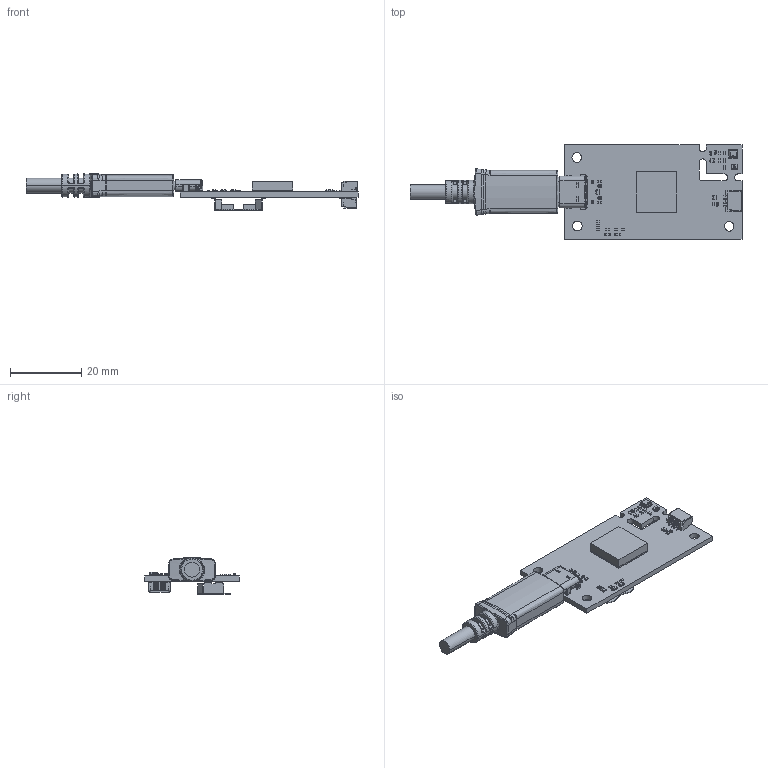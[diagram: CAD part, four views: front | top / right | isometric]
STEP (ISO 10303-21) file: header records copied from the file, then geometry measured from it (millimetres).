
FILE_DESCRIPTION(('KiCad electronic assembly'),'2;1');
FILE_NAME('environment-sensor-sip-baseboard.step','2025-11-18T12:15:52', ('Pcbnew'),('Kicad'),'Open CASCADE STEP processor 7.8', 'KiCad to STEP converter','Unknown');
FILE_SCHEMA(('AUTOMOTIVE_DESIGN { 1 0 10303 214 1 1 1 1 }'));
Length unit declared in the file: millimetre
Products named in the file (36): environment-sensor-sip-baseboard 1; SOD-923; R_0402_1005Metric; LGA-64_11.4x11.4mm_Myra; QFN-20-1EP_4x4mm_P0.5mm_EP2.5x2.5mm; QFN-20-1EP_4x4mm_Pitch0.5mm; C_0201; GCM0335C1E101JD03D; BGA-64_5x5mm_Layout8x8_P0.5mm; part; R_0201; RC0201JR-071RL; Fujitsu_WLP-8_2.28x3.092mm_P0.5mm; Fujitsu_WLP_8_2280x3092mm_P05mm; Oscillator_SMD_ECS_1612MV_1.6x1.2x0.6mm; ECS-1612MV-080-CN-TR; Mech_Dome_Lid_Mirror_Semiconductor_L-CAP11_4T1_9; Body; FB_0201_0603Metric; ASSEMBLY; Resonator_SMD_ECS_ECX-1210_1.2x1x0.5mm; ECX 1210(rev 1)001; XDFN4; NCP160AMX280TBG; environment-sensor-sip PCB; SOT-723; Conn_JST_SH_1x4_SM04B-SRSS-TB-LF-SN; SHT45-AD1B-R2--3DModel-STEP-269445; C_0402_1005Metric; LED_0603_1608Metric; USB-C_Receptacle_GCT_USB4105-GF-A; environment-sensor-sip-baseboard 1.20.1; PLUG_GENERIC_USB-C; BME280; BAT-HLD-012-SMT-TR; environment-sensor-sip-baseboard_PCB
Assembly tree (78 placements, depth 4):
  environment-sensor-sip-baseboard 1
    SOD-923  x6
    R_0402_1005Metric  x8
    LGA-64_11.4x11.4mm_Myra
      QFN-20-1EP_4x4mm_P0.5mm_EP2.5x2.5mm
        QFN-20-1EP_4x4mm_Pitch0.5mm
      C_0201  x18
        GCM0335C1E101JD03D
      BGA-64_5x5mm_Layout8x8_P0.5mm
        part
      R_0201  x5
        RC0201JR-071RL
      Fujitsu_WLP-8_2.28x3.092mm_P0.5mm
        Fujitsu_WLP_8_2280x3092mm_P05mm
      Oscillator_SMD_ECS_1612MV_1.6x1.2x0.6mm
        ECS-1612MV-080-CN-TR
      Mech_Dome_Lid_Mirror_Semiconductor_L-CAP11_4T1_9
        Body
      FB_0201_0603Metric
        ASSEMBLY
      Resonator_SMD_ECS_ECX-1210_1.2x1x0.5mm
        ECX 1210(rev 1)001
      XDFN4
        NCP160AMX280TBG
      environment-sensor-sip PCB
    SOT-723  x3
    Conn_JST_SH_1x4_SM04B-SRSS-TB-LF-SN  x2
    SHT45-AD1B-R2--3DModel-STEP-269445
    C_0402_1005Metric  x7
    LED_0603_1608Metric  x2
    USB-C_Receptacle_GCT_USB4105-GF-A
      environment-sensor-sip-baseboard 1.20.1
    PLUG_GENERIC_USB-C
    BME280
    BAT-HLD-012-SMT-TR
    environment-sensor-sip-baseboard_PCB
Bounding box: 93.35 x 26.5 x 10.29 mm (x, y, z)
Volume: 4494.9 mm3; surface area: 6828 mm2
Topology: 280 solids, 280 shells, 4993 faces, 12510 edges, 7852 vertices
Faces by surface type: plane 3107, cylinder 983, bspline 587, sphere 264, cone 28, revolution 12, torus 12
Full cylindrical faces by diameter (mm): 0.258 x1, 0.5 x1, 0.65 x2, 2.7 x3
Entity records: 93429 total; most frequent: CARTESIAN_POINT 23038, ORIENTED_EDGE 13644, DIRECTION 12350, EDGE_CURVE 6822, LINE 5092, VECTOR 5092, VERTEX_POINT 4462, AXIS2_PLACEMENT_3D 3623
